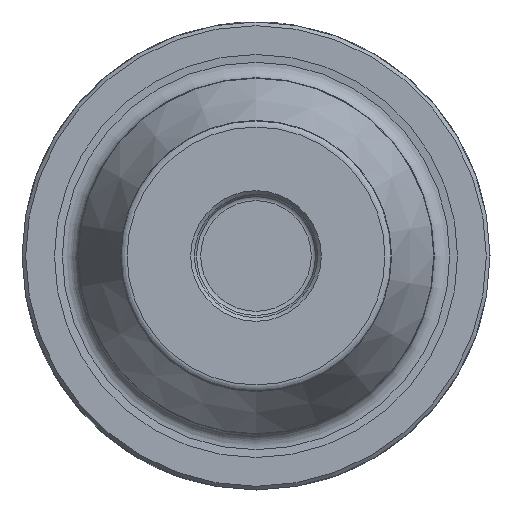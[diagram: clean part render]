
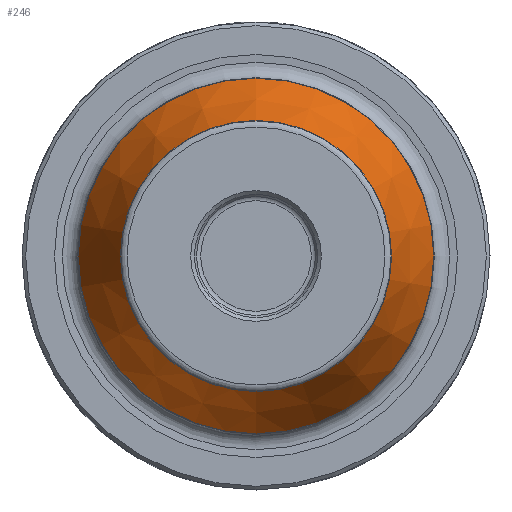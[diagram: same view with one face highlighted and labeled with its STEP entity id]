
A CAD part, left-side view. The second image highlights one B-rep face of the part: STEP entity #246.
In plain terms, the highlighted conical face has half-angle 25 degrees and reference radius 18.245 mm.
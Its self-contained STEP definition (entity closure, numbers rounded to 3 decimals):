
#110=CONICAL_SURFACE('',#837,18.245,25.);
#194=CIRCLE('',#834,18.245);
#195=CIRCLE('',#836,23.934);
#246=ADVANCED_FACE('',(#303,#304),#110,.T.);
#303=FACE_BOUND('',#391,.T.);
#304=FACE_BOUND('',#392,.T.);
#391=EDGE_LOOP('',(#559));
#392=EDGE_LOOP('',(#560));
#559=ORIENTED_EDGE('',*,*,#723,.T.);
#560=ORIENTED_EDGE('',*,*,#722,.F.);
#638=VERTEX_POINT('',#2039);
#639=VERTEX_POINT('',#2042);
#722=EDGE_CURVE('',#638,#638,#194,.T.);
#723=EDGE_CURVE('',#639,#639,#195,.T.);
#834=AXIS2_PLACEMENT_3D('',#2038,#1021,#1022);
#836=AXIS2_PLACEMENT_3D('',#2041,#1025,#1026);
#837=AXIS2_PLACEMENT_3D('',#2043,#1027,#1028);
#1021=DIRECTION('',(-1.,0.,0.));
#1022=DIRECTION('',(0.,0.,-1.));
#1025=DIRECTION('',(-1.,0.,0.));
#1026=DIRECTION('',(0.,0.,-1.));
#1027=DIRECTION('',(1.,0.,0.));
#1028=DIRECTION('',(0.,0.,-1.));
#2038=CARTESIAN_POINT('',(0.526,0.,0.));
#2039=CARTESIAN_POINT('',(0.526,0.,-18.245));
#2041=CARTESIAN_POINT('',(12.726,0.,0.));
#2042=CARTESIAN_POINT('',(12.726,0.,-23.934));
#2043=CARTESIAN_POINT('',(0.526,0.,0.));
